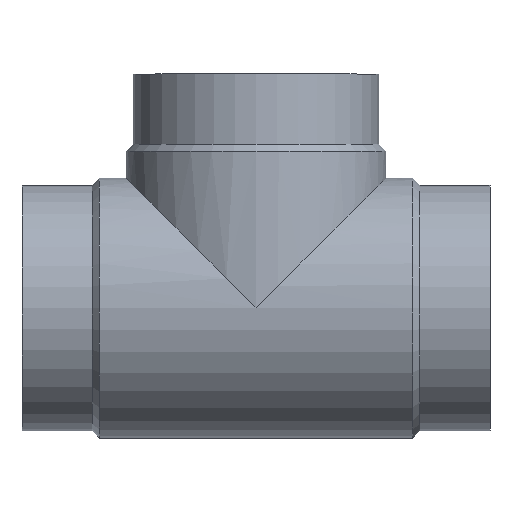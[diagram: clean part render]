
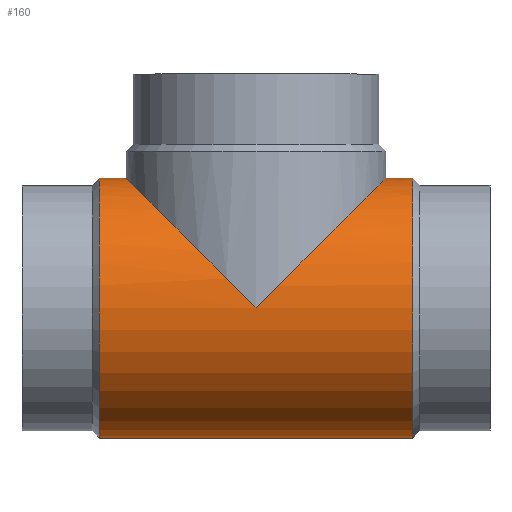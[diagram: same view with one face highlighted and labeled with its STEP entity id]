
A CAD part, top view. The second image highlights one B-rep face of the part: STEP entity #160.
In plain terms, the highlighted cylindrical face has radius 148.3 mm (diameter 296.6 mm), a partial arc.
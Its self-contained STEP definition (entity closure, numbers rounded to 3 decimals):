
#138 = EDGE_CURVE( '', #274, #192, #379, .T. );
#160 = ADVANCED_FACE( '', ( #401 ), #402, .T. );
#162 = VERTEX_POINT( '', #404 );
#174 = VERTEX_POINT( '', #416 );
#192 = VERTEX_POINT( '', #437 );
#252 = EDGE_CURVE( '', #162, #174, #504, .T. );
#264 = EDGE_CURVE( '', #354, #324, #519, .T. );
#274 = VERTEX_POINT( '', #530 );
#278 = VERTEX_POINT( '', #535 );
#284 = EDGE_CURVE( '', #354, #278, #541, .T. );
#300 = EDGE_CURVE( '', #278, #162, #560, .T. );
#318 = EDGE_CURVE( '', #174, #274, #580, .T. );
#324 = VERTEX_POINT( '', #586 );
#330 = EDGE_CURVE( '', #192, #324, #593, .T. );
#354 = VERTEX_POINT( '', #621 );
#379 = ELLIPSE( '', #637, 209.728, 148.3 );
#401 = FACE_OUTER_BOUND( '', #670, .T. );
#402 = CYLINDRICAL_SURFACE( '', #671, 148.3 );
#404 = CARTESIAN_POINT( '', ( -88.3, 148.3, 0. ) );
#416 = CARTESIAN_POINT( '', ( -118.7, 148.3, 0. ) );
#437 = CARTESIAN_POINT( '', ( -415.3, 148.3, 0. ) );
#504 = LINE( '', #800, #801 );
#519 = CIRCLE( '', #819, 148.3 );
#530 = CARTESIAN_POINT( '', ( -267., 0., 148.3 ) );
#535 = CARTESIAN_POINT( '', ( -88.3, -148.3, 0. ) );
#541 = LINE( '', #847, #848 );
#560 = CIRCLE( '', #873, 148.3 );
#580 = ELLIPSE( '', #899, 209.728, 148.3 );
#586 = CARTESIAN_POINT( '', ( -445.7, 148.3, 0. ) );
#593 = LINE( '', #916, #917 );
#621 = CARTESIAN_POINT( '', ( -445.7, -148.3, 0. ) );
#637 = AXIS2_PLACEMENT_3D( '', #969, #970, #971 );
#670 = EDGE_LOOP( '', ( #981, #982, #983, #984, #985, #986, #987 ) );
#671 = AXIS2_PLACEMENT_3D( '', #988, #989, #990 );
#800 = CARTESIAN_POINT( '', ( -267., 148.3, 0. ) );
#801 = VECTOR( '', #1112, 1. );
#819 = AXIS2_PLACEMENT_3D( '', #1141, #1142, #1143 );
#847 = CARTESIAN_POINT( '', ( -267., -148.3, 0. ) );
#848 = VECTOR( '', #1170, 1. );
#873 = AXIS2_PLACEMENT_3D( '', #1202, #1203, #1204 );
#899 = AXIS2_PLACEMENT_3D( '', #1232, #1233, #1234 );
#916 = CARTESIAN_POINT( '', ( -267., 148.3, 0. ) );
#917 = VECTOR( '', #1247, 1. );
#969 = CARTESIAN_POINT( '', ( -267., 0., 0. ) );
#970 = DIRECTION( '', ( -0.707, -0.707, 0. ) );
#971 = DIRECTION( '', ( 0.707, -0.707, 0. ) );
#981 = ORIENTED_EDGE( '', *, *, #252, .T. );
#982 = ORIENTED_EDGE( '', *, *, #318, .T. );
#983 = ORIENTED_EDGE( '', *, *, #138, .T. );
#984 = ORIENTED_EDGE( '', *, *, #330, .T. );
#985 = ORIENTED_EDGE( '', *, *, #264, .F. );
#986 = ORIENTED_EDGE( '', *, *, #284, .T. );
#987 = ORIENTED_EDGE( '', *, *, #300, .T. );
#988 = CARTESIAN_POINT( '', ( -267., 0., 0. ) );
#989 = DIRECTION( '', ( 1., 0., 0. ) );
#990 = DIRECTION( '', ( 0., 1., 0. ) );
#1112 = DIRECTION( '', ( -1., 0., 0. ) );
#1141 = CARTESIAN_POINT( '', ( -445.7, 0., 0. ) );
#1142 = DIRECTION( '', ( -1., 0., 0. ) );
#1143 = DIRECTION( '', ( 0., 1., 0. ) );
#1170 = DIRECTION( '', ( 1., 0., 0. ) );
#1202 = CARTESIAN_POINT( '', ( -88.3, 0., 0. ) );
#1203 = DIRECTION( '', ( -1., 0., 0. ) );
#1204 = DIRECTION( '', ( 0., 1., 0. ) );
#1232 = CARTESIAN_POINT( '', ( -267., 0., 0. ) );
#1233 = DIRECTION( '', ( 0.707, -0.707, 0. ) );
#1234 = DIRECTION( '', ( 0.707, 0.707, 0. ) );
#1247 = DIRECTION( '', ( -1., 0., 0. ) );
